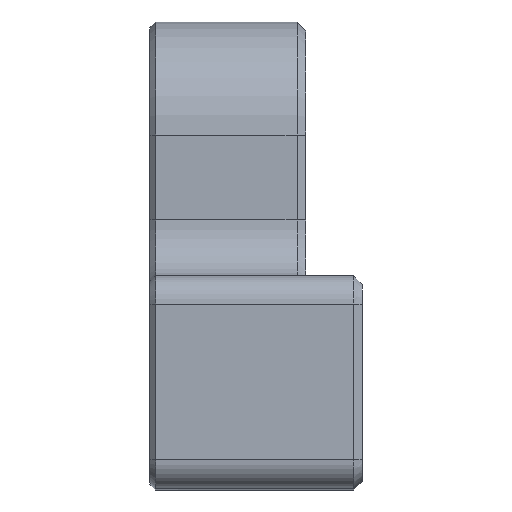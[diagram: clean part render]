
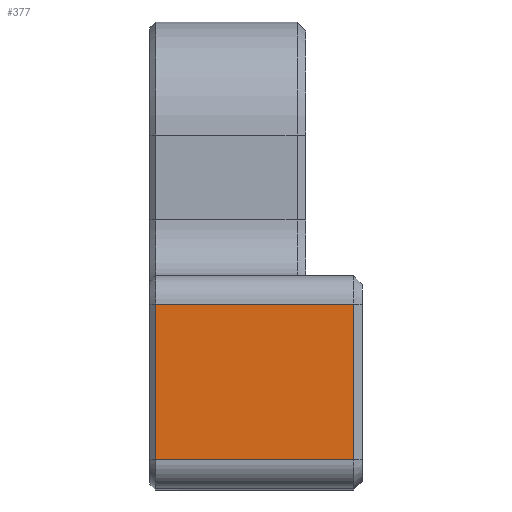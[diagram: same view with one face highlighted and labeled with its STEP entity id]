
A CAD part, top view. The second image highlights one B-rep face of the part: STEP entity #377.
In plain terms, the highlighted planar face has unit normal (0, 0, 1).
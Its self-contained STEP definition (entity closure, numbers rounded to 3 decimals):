
#13 = VECTOR ( 'NONE', #200, 1000. ) ;
#15 = VERTEX_POINT ( 'NONE', #426 ) ;
#55 = PLANE ( 'NONE',  #66 ) ;
#66 = AXIS2_PLACEMENT_3D ( 'NONE', #750, #603, #252 ) ;
#86 = VERTEX_POINT ( 'NONE', #946 ) ;
#175 = VERTEX_POINT ( 'NONE', #1371 ) ;
#198 = CARTESIAN_POINT ( 'NONE',  ( 7.5, 1., 20. ) ) ;
#200 = DIRECTION ( 'NONE',  ( 0., -1., 0. ) ) ;
#214 = VECTOR ( 'NONE', #1662, 1000. ) ;
#252 = DIRECTION ( 'NONE',  ( -1., 0., 0. ) ) ;
#340 = VECTOR ( 'NONE', #1049, 1000. ) ;
#377 = ADVANCED_FACE ( 'NONE', ( #1421 ), #55, .F. ) ;
#426 = CARTESIAN_POINT ( 'NONE',  ( 7.2, 6.5, 20. ) ) ;
#481 = ORIENTED_EDGE ( 'NONE', *, *, #1657, .T. ) ;
#603 = DIRECTION ( 'NONE',  ( 0., 0., -1. ) ) ;
#686 = LINE ( 'NONE', #198, #340 ) ;
#704 = EDGE_CURVE ( 'NONE', #86, #1771, #1117, .T. ) ;
#734 = LINE ( 'NONE', #2201, #214 ) ;
#750 = CARTESIAN_POINT ( 'NONE',  ( 7.5, 7.5, 20. ) ) ;
#769 = CARTESIAN_POINT ( 'NONE',  ( 7.5, 6.5, 20. ) ) ;
#946 = CARTESIAN_POINT ( 'NONE',  ( 0.2, 6.5, 20. ) ) ;
#1046 = EDGE_LOOP ( 'NONE', ( #2013, #2043, #481, #1096 ) ) ;
#1049 = DIRECTION ( 'NONE',  ( 1., 0., 0. ) ) ;
#1096 = ORIENTED_EDGE ( 'NONE', *, *, #704, .T. ) ;
#1117 = LINE ( 'NONE', #1225, #13 ) ;
#1225 = CARTESIAN_POINT ( 'NONE',  ( 0.2, 7.5, 20. ) ) ;
#1371 = CARTESIAN_POINT ( 'NONE',  ( 7.2, 1., 20. ) ) ;
#1421 = FACE_OUTER_BOUND ( 'NONE', #1046, .T. ) ;
#1490 = EDGE_CURVE ( 'NONE', #1771, #175, #686, .T. ) ;
#1514 = CARTESIAN_POINT ( 'NONE',  ( 0.2, 1., 20. ) ) ;
#1657 = EDGE_CURVE ( 'NONE', #15, #86, #2080, .T. ) ;
#1662 = DIRECTION ( 'NONE',  ( 0., 1., 0. ) ) ;
#1771 = VERTEX_POINT ( 'NONE', #1514 ) ;
#1910 = VECTOR ( 'NONE', #1964, 1000. ) ;
#1964 = DIRECTION ( 'NONE',  ( -1., 0., 0. ) ) ;
#2013 = ORIENTED_EDGE ( 'NONE', *, *, #1490, .T. ) ;
#2043 = ORIENTED_EDGE ( 'NONE', *, *, #2151, .T. ) ;
#2080 = LINE ( 'NONE', #769, #1910 ) ;
#2151 = EDGE_CURVE ( 'NONE', #175, #15, #734, .T. ) ;
#2201 = CARTESIAN_POINT ( 'NONE',  ( 7.2, 6.5, 20. ) ) ;
